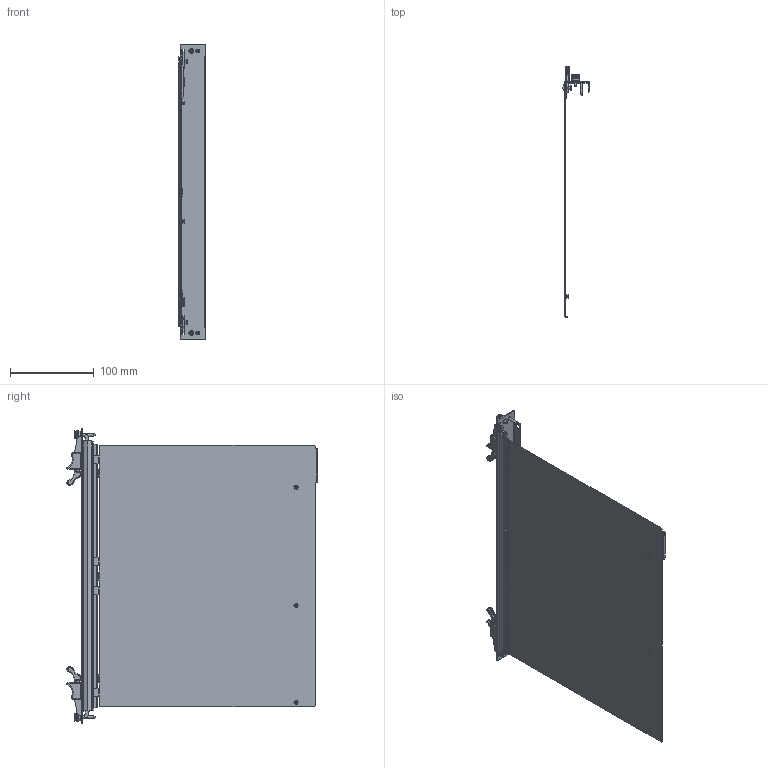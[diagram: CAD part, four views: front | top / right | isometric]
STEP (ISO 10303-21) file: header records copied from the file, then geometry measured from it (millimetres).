
FILE_DESCRIPTION(/* description */ ('ATCA Faceplate Configurable, Plunger Switch Ejector, 1.5mm Face'),/* implementation_level */ '2;1');
FILE_NAME(/* name */ 'XAT95-0038.stp',/* time_stamp */ '2014-07-31T16:26:06-04:00',/* author */ ('mtravers'),/* organization */ (''),/* preprocessor_version */ 'ST-DEVELOPER v15.2',/* originating_system */ 'Autodesk Inventor 2014',/* authorisation */ '');
FILE_SCHEMA (('AUTOMOTIVE_DESIGN { 1 0 10303 214 3 1 1 }'));
Length unit declared in the file: inch
Products named in the file (18): XAT85-0012; P7-A-533-111; P7-A-533-112; P7-A-533-113; P7-A-533-11; P7-0-2353-28-Washer; XAT20-0001; 4C-PH-M3-2P0 Screw; 4C-PH-M3-2P0 Cap; 4C-PH-M3-2P0 Ferrule; 4C-PH-M3-2P0-K000; 77-0-40552; Laird 4E06AD51K ATCA; PHS M2.5x5-PH; XAT70-0008; TSOS-M25-400; XAT90-0001; XAT95-0038
Bounding box: 31.21 x 298.84 x 350.78 mm (x, y, z)
Volume: 84384.9 mm3; surface area: 219391.8 mm2
Topology: 28 solids, 28 shells, 1922 faces, 4702 edges, 2856 vertices
Faces by surface type: plane 789, cylinder 558, cone 253, torus 164, bspline 96, sphere 62
Full cylindrical faces by diameter (mm): 1.575 x2, 1.905 x2, 2.083 x3, 2.159 x2, 2.5 x2, 2.98 x2, 3 x2, 3.084 x2, 3.099 x2, 3.493 x2, 3.556 x2, 3.581 x3, 3.76 x2, 3.891 x6, 4.14 x2, 4.191 x9, 4.255 x3, 4.394 x2, 5 x2, 5.208 x2, 5.512 x2, 5.601 x2, 6.299 x2, 6.35 x2, 6.351 x2, 7.049 x2, 7.176 x2, 8.204 x2, 9.704 x2
Entity records: 36953 total; most frequent: CARTESIAN_POINT 12154, ORIENTED_EDGE 5104, DIRECTION 5066, EDGE_CURVE 2552, AXIS2_PLACEMENT_3D 1962, VERTEX_POINT 1611, EDGE_LOOP 1199, LINE 1142
